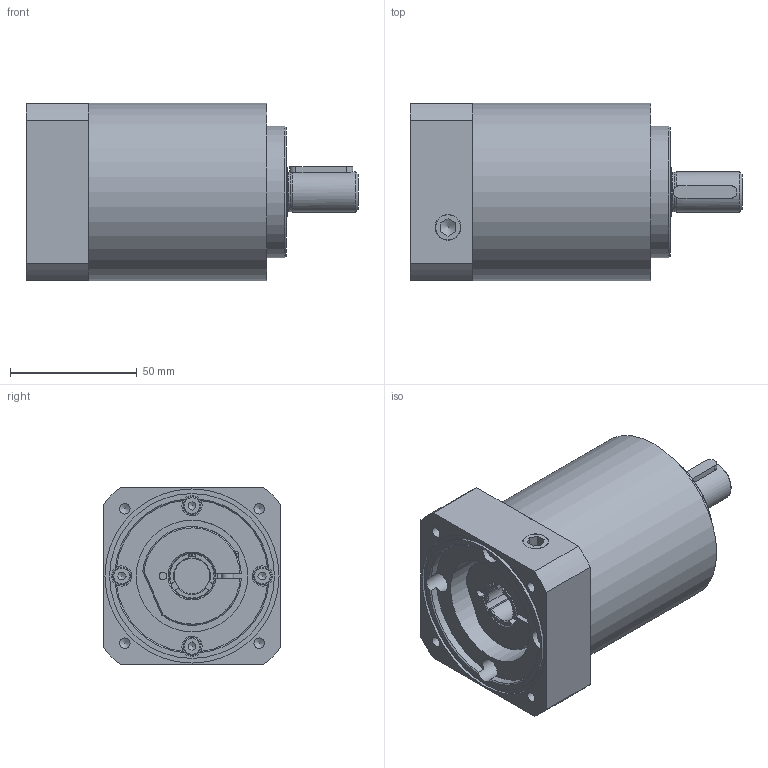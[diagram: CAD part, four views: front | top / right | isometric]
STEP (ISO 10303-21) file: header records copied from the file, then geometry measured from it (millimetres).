
FILE_DESCRIPTION((''),'2;1');
FILE_NAME('40060983XE14SM485X-1-14-S-(Z60-Tk75-4xM8-Vk70).stp','2013-05-11T11:21:34',('hoffermann'),(''),'Autodesk Inventor 2012','Autodesk Inventor 2012','');
FILE_SCHEMA(('AUTOMOTIVE_DESIGN { 1 0 10303 214 1 1 1 1 }'));
Length unit declared in the file: millimetre
Products named in the file (5): 40060983XE14SM485XK; EPL64-0983K; 406404851; 3010; 913-12X10
Assembly tree (7 placements, depth 2):
  40060983XE14SM485XK
    EPL64-0983K
    406404851
    3010  x4
    913-12X10
Bounding box: 131 x 70 x 70 mm (x, y, z)
Volume: 376442.6 mm3; surface area: 60074.4 mm2
Topology: 7 solids, 7 shells, 263 faces, 667 edges, 425 vertices
Faces by surface type: plane 110, cylinder 82, cone 59, torus 12
Full cylindrical faces by diameter (mm): 2.5 x1, 3.242 x4, 4 x4, 4.134 x6, 4.3 x8, 4.917 x4, 5 x1, 5.3 x1, 5.5 x1, 7 x4, 8 x4, 8.5 x1, 9 x1, 10.106 x1, 12 x1, 14 x1, 15.6 x1, 16 x1, 44 x1, 50 x2, 52 x1, 65 x2, 68.7 x2, 70 x1
Entity records: 6768 total; most frequent: CARTESIAN_POINT 1493, DIRECTION 1062, ORIENTED_EDGE 940, EDGE_CURVE 470, AXIS2_PLACEMENT_3D 448, VERTEX_POINT 338, EDGE_LOOP 336, FACE_OUTER_BOUND 221
